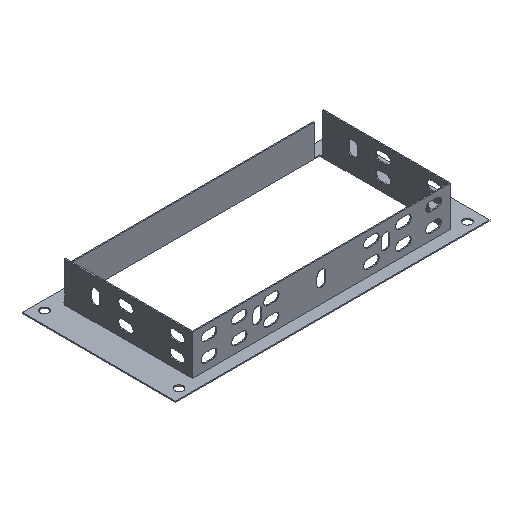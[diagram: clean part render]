
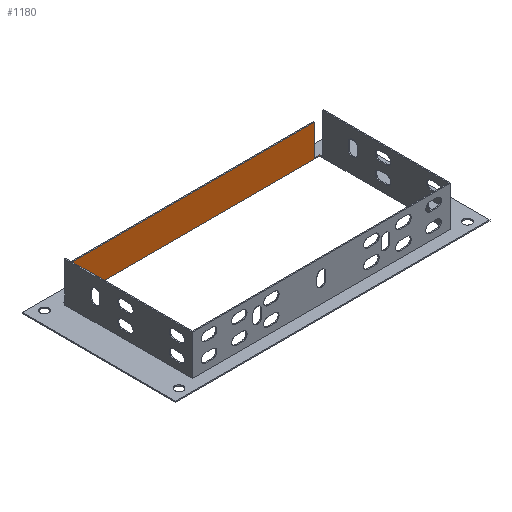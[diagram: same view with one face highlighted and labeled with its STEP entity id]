
A CAD part, isometric view. The second image highlights one B-rep face of the part: STEP entity #1180.
In plain terms, the highlighted planar face has unit normal (0, -1, 0).
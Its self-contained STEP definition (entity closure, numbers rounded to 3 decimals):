
#115 = VECTOR ( 'NONE', #3040, 1000. ) ;
#130 = CARTESIAN_POINT ( 'NONE',  ( 100., 50.2, 0.8 ) ) ;
#275 = CARTESIAN_POINT ( 'NONE',  ( -100., 50.2, 0.8 ) ) ;
#456 = EDGE_CURVE ( 'NONE', #5760, #1895, #2392, .T. ) ;
#602 = CARTESIAN_POINT ( 'NONE',  ( -96., 50.2, 0.8 ) ) ;
#664 = CARTESIAN_POINT ( 'NONE',  ( 96., 50.2, 0.8 ) ) ;
#745 = EDGE_CURVE ( 'NONE', #2459, #5760, #6982, .T. ) ;
#806 = EDGE_CURVE ( 'NONE', #3790, #5663, #1993, .T. ) ;
#866 = ORIENTED_EDGE ( 'NONE', *, *, #2516, .F. ) ;
#1180 = ADVANCED_FACE ( 'NONE', ( #2420 ), #5259, .F. ) ;
#1197 = ORIENTED_EDGE ( 'NONE', *, *, #806, .F. ) ;
#1287 = DIRECTION ( 'NONE',  ( 1., 0., 0. ) ) ;
#1516 = CARTESIAN_POINT ( 'NONE',  ( -96., 50.2, 0.8 ) ) ;
#1794 = ORIENTED_EDGE ( 'NONE', *, *, #7032, .F. ) ;
#1895 = VERTEX_POINT ( 'NONE', #5088 ) ;
#1908 = LINE ( 'NONE', #602, #4993 ) ;
#1983 = EDGE_CURVE ( 'NONE', #7255, #1895, #5783, .T. ) ;
#1993 = LINE ( 'NONE', #2949, #7009 ) ;
#2047 = AXIS2_PLACEMENT_3D ( 'NONE', #5137, #5081, #5058 ) ;
#2138 = DIRECTION ( 'NONE',  ( 1., 0., 0. ) ) ;
#2245 = VERTEX_POINT ( 'NONE', #664 ) ;
#2322 = EDGE_CURVE ( 'NONE', #5663, #2245, #6423, .T. ) ;
#2392 = LINE ( 'NONE', #2700, #115 ) ;
#2419 = CARTESIAN_POINT ( 'NONE',  ( 100., 50.2, 238.047 ) ) ;
#2420 = FACE_OUTER_BOUND ( 'NONE', #4833, .T. ) ;
#2459 = VERTEX_POINT ( 'NONE', #275 ) ;
#2516 = EDGE_CURVE ( 'NONE', #2245, #7255, #3508, .T. ) ;
#2545 = ORIENTED_EDGE ( 'NONE', *, *, #456, .T. ) ;
#2563 = ORIENTED_EDGE ( 'NONE', *, *, #745, .T. ) ;
#2615 = CARTESIAN_POINT ( 'NONE',  ( 96., 50.2, 0.8 ) ) ;
#2700 = CARTESIAN_POINT ( 'NONE',  ( 100., 50.2, 0. ) ) ;
#2788 = DIRECTION ( 'NONE',  ( 0., 0., -1. ) ) ;
#2903 = VECTOR ( 'NONE', #2138, 1000. ) ;
#2949 = CARTESIAN_POINT ( 'NONE',  ( 96., 50.2, 25. ) ) ;
#3040 = DIRECTION ( 'NONE',  ( 1., 0., 0. ) ) ;
#3075 = DIRECTION ( 'NONE',  ( 1., 0., 0. ) ) ;
#3508 = LINE ( 'NONE', #4552, #3781 ) ;
#3543 = ORIENTED_EDGE ( 'NONE', *, *, #5784, .F. ) ;
#3590 = DIRECTION ( 'NONE',  ( 0., 0., 1. ) ) ;
#3612 = ORIENTED_EDGE ( 'NONE', *, *, #1983, .F. ) ;
#3771 = VECTOR ( 'NONE', #2788, 1000. ) ;
#3781 = VECTOR ( 'NONE', #1287, 1000. ) ;
#3790 = VERTEX_POINT ( 'NONE', #6502 ) ;
#3808 = CARTESIAN_POINT ( 'NONE',  ( -100., 50.2, 0. ) ) ;
#4039 = CARTESIAN_POINT ( 'NONE',  ( 100., 50.2, 0.8 ) ) ;
#4200 = DIRECTION ( 'NONE',  ( 0., 0., -1. ) ) ;
#4206 = CARTESIAN_POINT ( 'NONE',  ( -100., 50.2, 238.047 ) ) ;
#4513 = DIRECTION ( 'NONE',  ( 0., 0., -1. ) ) ;
#4552 = CARTESIAN_POINT ( 'NONE',  ( 100., 50.2, 0.8 ) ) ;
#4833 = EDGE_LOOP ( 'NONE', ( #1794, #3543, #2563, #2545, #3612, #866, #6729, #1197 ) ) ;
#4838 = VECTOR ( 'NONE', #4200, 1000. ) ;
#4993 = VECTOR ( 'NONE', #3590, 1000. ) ;
#5058 = DIRECTION ( 'NONE',  ( 0., 0., 1. ) ) ;
#5081 = DIRECTION ( 'NONE',  ( 0., 1., 0. ) ) ;
#5088 = CARTESIAN_POINT ( 'NONE',  ( 100., 50.2, 0. ) ) ;
#5137 = CARTESIAN_POINT ( 'NONE',  ( 96., 50.2, 0.8 ) ) ;
#5259 = PLANE ( 'NONE',  #2047 ) ;
#5526 = CARTESIAN_POINT ( 'NONE',  ( 96., 50.2, 25. ) ) ;
#5663 = VERTEX_POINT ( 'NONE', #5526 ) ;
#5760 = VERTEX_POINT ( 'NONE', #3808 ) ;
#5783 = LINE ( 'NONE', #2419, #6409 ) ;
#5784 = EDGE_CURVE ( 'NONE', #2459, #7118, #7086, .T. ) ;
#6409 = VECTOR ( 'NONE', #4513, 1000. ) ;
#6423 = LINE ( 'NONE', #2615, #3771 ) ;
#6502 = CARTESIAN_POINT ( 'NONE',  ( -96., 50.2, 25. ) ) ;
#6729 = ORIENTED_EDGE ( 'NONE', *, *, #2322, .F. ) ;
#6982 = LINE ( 'NONE', #4206, #4838 ) ;
#7009 = VECTOR ( 'NONE', #3075, 1000. ) ;
#7032 = EDGE_CURVE ( 'NONE', #7118, #3790, #1908, .T. ) ;
#7086 = LINE ( 'NONE', #130, #2903 ) ;
#7118 = VERTEX_POINT ( 'NONE', #1516 ) ;
#7255 = VERTEX_POINT ( 'NONE', #4039 ) ;
